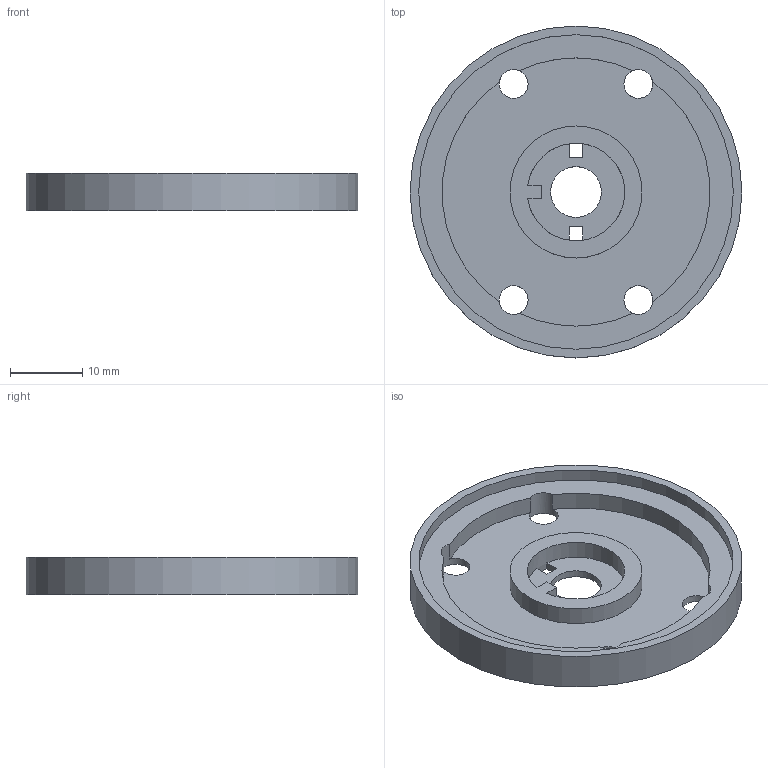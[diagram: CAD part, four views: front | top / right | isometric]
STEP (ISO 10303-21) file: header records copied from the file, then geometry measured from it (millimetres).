
FILE_DESCRIPTION(/* description */ (''),/* implementation_level */ '2;1');
FILE_NAME(/* name */ 'LED Bracket - Adafruit 12 bit - Shielded Cells - Gap 0 v12.step',/* time_stamp */ '2020-10-09T21:57:33-04:00',/* author */ (''),/* organization */ (''),/* preprocessor_version */ 'ST-DEVELOPER v18.1',/* originating_system */ 'Autodesk Translation Framework v9.3.0.1241',/* authorisation */ '');
FILE_SCHEMA (('AUTOMOTIVE_DESIGN { 1 0 10303 214 3 1 1 }'));
Length unit declared in the file: millimetre
Products named in the file (1): LED Bracket - Adafruit 12 bit - Shielded Cells - Gap 0
Bounding box: 45.9 x 45.9 x 5.2 mm (x, y, z)
Volume: 3571.2 mm3; surface area: 4741.7 mm2
Topology: 1 solids, 1 shells, 28 faces, 84 edges, 56 vertices
Faces by surface type: plane 15, cylinder 13
Full cylindrical faces by diameter (mm): 4 x4, 7 x1, 18.25 x1, 43.5 x1, 45.9 x1
Entity records: 1027 total; most frequent: DIRECTION 180, CARTESIAN_POINT 169, ORIENTED_EDGE 168, EDGE_CURVE 84, AXIS2_PLACEMENT_3D 67, VERTEX_POINT 56, LINE 46, VECTOR 46
